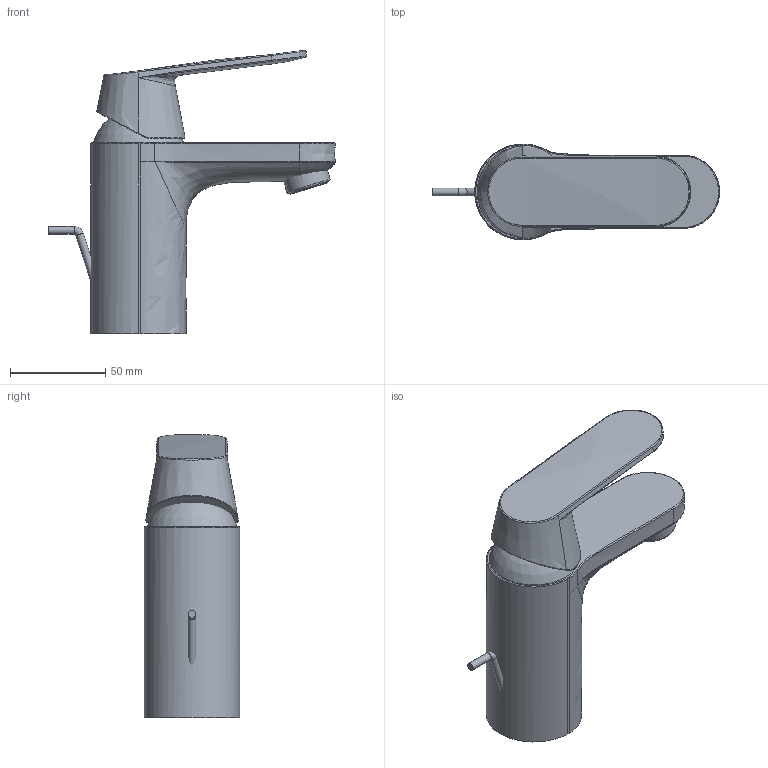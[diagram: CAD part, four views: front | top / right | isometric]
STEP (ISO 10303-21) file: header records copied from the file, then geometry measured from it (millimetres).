
FILE_DESCRIPTION(/* description */ ('Unknown'),/* implementation_level */ '2;1');
FILE_NAME(/* name */ '3282500E',/* time_stamp */ '2022-09-07T07:45:50+02:00',/* author */ ('Unknown'),/* organization */ ('GROHE AG'),/* preprocessor_version */ 'ST-DEVELOPER v16.7',/* originating_system */ 'DEX',/* authorisation */ $);
FILE_SCHEMA (('AUTOMOTIVE_DESIGN {1 0 10303 214 3 1 1}'));
Length unit declared in the file: millimetre
Products named in the file (5): 3282500E; 3282500E_0; id133; FACE5
Assembly tree (4 placements, depth 2):
  3282500E
    3282500E
    3282500E_0
    id133
    FACE5
Bounding box: 150.53 x 49.99 x 148.49 mm (x, y, z)
Volume: 0 mm3; surface area: 71764.8 mm2
Topology: 2 solids, 6 shells, 94 faces, 241 edges, 147 vertices
Faces by surface type: bspline 75, cylinder 8, plane 6, torus 3, sphere 1, cone 1
Full cylindrical faces by diameter (mm): 4 x4, 20.475 x1, 23.6 x1
Entity records: 9415 total; most frequent: CARTESIAN_POINT 7761, ORIENTED_EDGE 431, EDGE_CURVE 222, B_SPLINE_CURVE_WITH_KNOTS 204, VERTEX_POINT 146, EDGE_LOOP 107, FACE_BOUND 107, ADVANCED_FACE 94
